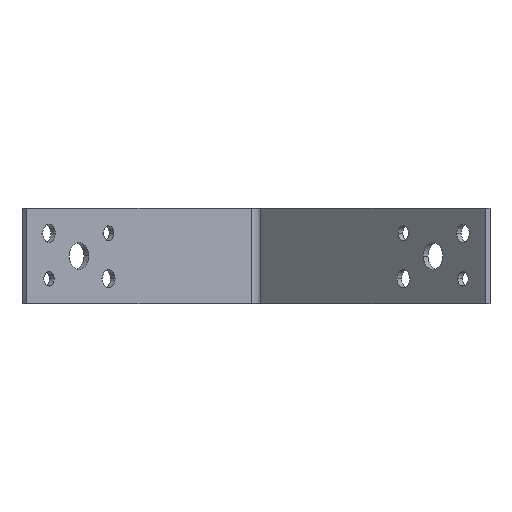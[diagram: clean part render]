
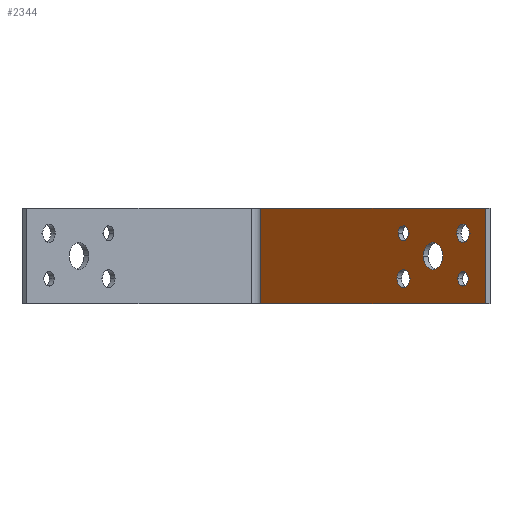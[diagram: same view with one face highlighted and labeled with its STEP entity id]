
A CAD part, front view. The second image highlights one B-rep face of the part: STEP entity #2344.
In plain terms, the highlighted face is planar.
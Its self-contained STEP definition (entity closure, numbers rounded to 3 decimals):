
#12 = DIRECTION ( 'NONE',  ( 0., 0., 1. ) ) ;
#25 = CARTESIAN_POINT ( 'NONE',  ( 21.75, 66.2, 2. ) ) ;
#33 = ORIENTED_EDGE ( 'NONE', *, *, #1307, .F. ) ;
#85 = EDGE_CURVE ( 'NONE', #2265, #2285, #4564, .T. ) ;
#100 = VECTOR ( 'NONE', #1821, 1000. ) ;
#107 = AXIS2_PLACEMENT_3D ( 'NONE', #5226, #560, #6188 ) ;
#133 = ORIENTED_EDGE ( 'NONE', *, *, #2106, .T. ) ;
#285 = CARTESIAN_POINT ( 'NONE',  ( 7.75, 66.2, 2. ) ) ;
#288 = EDGE_CURVE ( 'NONE', #1718, #2405, #307, .T. ) ;
#291 = EDGE_CURVE ( 'NONE', #5112, #2444, #736, .T. ) ;
#301 = CARTESIAN_POINT ( 'NONE',  ( 14.75, 83.45, 2. ) ) ;
#307 = CIRCLE ( 'NONE', #1716, 4.25 ) ;
#407 = EDGE_CURVE ( 'NONE', #2220, #6554, #2057, .T. ) ;
#505 = CARTESIAN_POINT ( 'NONE',  ( 14.75, 79.2, 2. ) ) ;
#560 = DIRECTION ( 'NONE',  ( 0., 0., 1. ) ) ;
#601 = FACE_BOUND ( 'NONE', #5097, .T. ) ;
#614 = CARTESIAN_POINT ( 'NONE',  ( 21.75, 94.45, 2. ) ) ;
#670 = CARTESIAN_POINT ( 'NONE',  ( 21.75, 89.95, 2. ) ) ;
#736 = CIRCLE ( 'NONE', #3994, 2.25 ) ;
#819 = ORIENTED_EDGE ( 'NONE', *, *, #3286, .F. ) ;
#854 = CARTESIAN_POINT ( 'NONE',  ( 7.75, 94.95, 2. ) ) ;
#855 = ORIENTED_EDGE ( 'NONE', *, *, #1620, .F. ) ;
#885 = EDGE_CURVE ( 'NONE', #2265, #6333, #3705, .T. ) ;
#935 = DIRECTION ( 'NONE',  ( 0., -1., 0. ) ) ;
#956 = VERTEX_POINT ( 'NONE', #3807 ) ;
#1003 = CARTESIAN_POINT ( 'NONE',  ( 7.75, 92.2, 2. ) ) ;
#1084 = AXIS2_PLACEMENT_3D ( 'NONE', #4407, #6488, #2227 ) ;
#1199 = EDGE_CURVE ( 'NONE', #2405, #1718, #1750, .T. ) ;
#1238 = DIRECTION ( 'NONE',  ( 0., -1., 0. ) ) ;
#1307 = EDGE_CURVE ( 'NONE', #956, #2364, #5774, .T. ) ;
#1416 = ORIENTED_EDGE ( 'NONE', *, *, #85, .T. ) ;
#1500 = CARTESIAN_POINT ( 'NONE',  ( 7.75, 63.95, 2. ) ) ;
#1504 = CARTESIAN_POINT ( 'NONE',  ( 29.5, 4., 2. ) ) ;
#1564 = DIRECTION ( 'NONE',  ( 0., 0., 1. ) ) ;
#1576 = CIRCLE ( 'NONE', #5378, 2.25 ) ;
#1620 = EDGE_CURVE ( 'NONE', #3709, #5277, #3040, .T. ) ;
#1663 = FACE_BOUND ( 'NONE', #4368, .T. ) ;
#1716 = AXIS2_PLACEMENT_3D ( 'NONE', #1805, #5601, #3000 ) ;
#1718 = VERTEX_POINT ( 'NONE', #2763 ) ;
#1750 = CIRCLE ( 'NONE', #5549, 4.25 ) ;
#1773 = DIRECTION ( 'NONE',  ( 0., 0., 1. ) ) ;
#1787 = LINE ( 'NONE', #2755, #100 ) ;
#1788 = DIRECTION ( 'NONE',  ( 0., 0., 1. ) ) ;
#1805 = CARTESIAN_POINT ( 'NONE',  ( 14.75, 79.2, 2. ) ) ;
#1821 = DIRECTION ( 'NONE',  ( 0., 1., 0. ) ) ;
#1971 = CIRCLE ( 'NONE', #3918, 2.25 ) ;
#2038 = DIRECTION ( 'NONE',  ( 0., -1., 0. ) ) ;
#2057 = CIRCLE ( 'NONE', #6065, 2.75 ) ;
#2091 = AXIS2_PLACEMENT_3D ( 'NONE', #3318, #5336, #2278 ) ;
#2106 = EDGE_CURVE ( 'NONE', #2285, #5787, #6618, .T. ) ;
#2115 = DIRECTION ( 'NONE',  ( 0., 0., 1. ) ) ;
#2133 = DIRECTION ( 'NONE',  ( 0., 0., 1. ) ) ;
#2161 = CARTESIAN_POINT ( 'NONE',  ( 0., 4., 2. ) ) ;
#2163 = VECTOR ( 'NONE', #5273, 1000. ) ;
#2220 = VERTEX_POINT ( 'NONE', #854 ) ;
#2227 = DIRECTION ( 'NONE',  ( 0., -1., 0. ) ) ;
#2265 = VERTEX_POINT ( 'NONE', #1504 ) ;
#2278 = DIRECTION ( 'NONE',  ( 1., 0., 0. ) ) ;
#2285 = VERTEX_POINT ( 'NONE', #3565 ) ;
#2339 = ORIENTED_EDGE ( 'NONE', *, *, #4305, .F. ) ;
#2344 = ADVANCED_FACE ( 'NONE', ( #3180, #601, #2671, #6325, #1663, #3733 ), #5818, .T. ) ;
#2364 = VERTEX_POINT ( 'NONE', #4425 ) ;
#2405 = VERTEX_POINT ( 'NONE', #301 ) ;
#2411 = VECTOR ( 'NONE', #6552, 1000. ) ;
#2444 = VERTEX_POINT ( 'NONE', #670 ) ;
#2482 = CARTESIAN_POINT ( 'NONE',  ( 29.5, 0., 2. ) ) ;
#2502 = CIRCLE ( 'NONE', #1084, 2.75 ) ;
#2610 = AXIS2_PLACEMENT_3D ( 'NONE', #25, #2115, #4208 ) ;
#2671 = FACE_BOUND ( 'NONE', #3812, .T. ) ;
#2744 = CARTESIAN_POINT ( 'NONE',  ( 0., 102., 2. ) ) ;
#2755 = CARTESIAN_POINT ( 'NONE',  ( 0., 0., 2. ) ) ;
#2763 = CARTESIAN_POINT ( 'NONE',  ( 14.75, 74.95, 2. ) ) ;
#2777 = DIRECTION ( 'NONE',  ( 0., 0., 1. ) ) ;
#3000 = DIRECTION ( 'NONE',  ( 0., -1., 0. ) ) ;
#3038 = EDGE_LOOP ( 'NONE', ( #4014, #3220, #1416, #133 ) ) ;
#3040 = CIRCLE ( 'NONE', #107, 2.25 ) ;
#3180 = FACE_BOUND ( 'NONE', #4431, .T. ) ;
#3220 = ORIENTED_EDGE ( 'NONE', *, *, #885, .F. ) ;
#3286 = EDGE_CURVE ( 'NONE', #2444, #5112, #1576, .T. ) ;
#3318 = CARTESIAN_POINT ( 'NONE',  ( 29.5, 0., 2. ) ) ;
#3480 = ORIENTED_EDGE ( 'NONE', *, *, #5571, .F. ) ;
#3565 = CARTESIAN_POINT ( 'NONE',  ( 29.5, 102., 2. ) ) ;
#3705 = LINE ( 'NONE', #5730, #2163 ) ;
#3709 = VERTEX_POINT ( 'NONE', #6489 ) ;
#3733 = FACE_OUTER_BOUND ( 'NONE', #3038, .T. ) ;
#3807 = CARTESIAN_POINT ( 'NONE',  ( 21.75, 63.45, 2. ) ) ;
#3812 = EDGE_LOOP ( 'NONE', ( #2339, #4256 ) ) ;
#3918 = AXIS2_PLACEMENT_3D ( 'NONE', #285, #1788, #1238 ) ;
#3994 = AXIS2_PLACEMENT_3D ( 'NONE', #4944, #1773, #935 ) ;
#4014 = ORIENTED_EDGE ( 'NONE', *, *, #4430, .F. ) ;
#4020 = AXIS2_PLACEMENT_3D ( 'NONE', #5672, #2133, #2038 ) ;
#4208 = DIRECTION ( 'NONE',  ( 0., -1., 0. ) ) ;
#4256 = ORIENTED_EDGE ( 'NONE', *, *, #407, .F. ) ;
#4305 = EDGE_CURVE ( 'NONE', #6554, #2220, #6302, .T. ) ;
#4323 = VECTOR ( 'NONE', #6686, 1000. ) ;
#4368 = EDGE_LOOP ( 'NONE', ( #4387, #855 ) ) ;
#4387 = ORIENTED_EDGE ( 'NONE', *, *, #5531, .F. ) ;
#4407 = CARTESIAN_POINT ( 'NONE',  ( 21.75, 66.2, 2. ) ) ;
#4425 = CARTESIAN_POINT ( 'NONE',  ( 21.75, 68.95, 2. ) ) ;
#4430 = EDGE_CURVE ( 'NONE', #6333, #5787, #1787, .T. ) ;
#4431 = EDGE_LOOP ( 'NONE', ( #819, #5664 ) ) ;
#4540 = EDGE_LOOP ( 'NONE', ( #5912, #6352 ) ) ;
#4564 = LINE ( 'NONE', #2482, #4323 ) ;
#4728 = DIRECTION ( 'NONE',  ( 0., -1., 0. ) ) ;
#4759 = DIRECTION ( 'NONE',  ( 0., -1., 0. ) ) ;
#4944 = CARTESIAN_POINT ( 'NONE',  ( 21.75, 92.2, 2. ) ) ;
#5053 = CARTESIAN_POINT ( 'NONE',  ( 29.5, 102., 2. ) ) ;
#5097 = EDGE_LOOP ( 'NONE', ( #33, #3480 ) ) ;
#5112 = VERTEX_POINT ( 'NONE', #614 ) ;
#5226 = CARTESIAN_POINT ( 'NONE',  ( 7.75, 66.2, 2. ) ) ;
#5273 = DIRECTION ( 'NONE',  ( -1., 0., 0. ) ) ;
#5277 = VERTEX_POINT ( 'NONE', #1500 ) ;
#5336 = DIRECTION ( 'NONE',  ( 0., 0., 1. ) ) ;
#5378 = AXIS2_PLACEMENT_3D ( 'NONE', #6327, #2777, #4728 ) ;
#5531 = EDGE_CURVE ( 'NONE', #5277, #3709, #1971, .T. ) ;
#5549 = AXIS2_PLACEMENT_3D ( 'NONE', #505, #1564, #4759 ) ;
#5571 = EDGE_CURVE ( 'NONE', #2364, #956, #2502, .T. ) ;
#5601 = DIRECTION ( 'NONE',  ( 0., 0., 1. ) ) ;
#5664 = ORIENTED_EDGE ( 'NONE', *, *, #291, .F. ) ;
#5672 = CARTESIAN_POINT ( 'NONE',  ( 7.75, 92.2, 2. ) ) ;
#5730 = CARTESIAN_POINT ( 'NONE',  ( 29.5, 4., 2. ) ) ;
#5774 = CIRCLE ( 'NONE', #2610, 2.75 ) ;
#5787 = VERTEX_POINT ( 'NONE', #2744 ) ;
#5804 = DIRECTION ( 'NONE',  ( 0., -1., 0. ) ) ;
#5818 = PLANE ( 'NONE',  #2091 ) ;
#5912 = ORIENTED_EDGE ( 'NONE', *, *, #288, .F. ) ;
#6034 = CARTESIAN_POINT ( 'NONE',  ( 7.75, 89.45, 2. ) ) ;
#6065 = AXIS2_PLACEMENT_3D ( 'NONE', #1003, #12, #5804 ) ;
#6188 = DIRECTION ( 'NONE',  ( 0., -1., 0. ) ) ;
#6302 = CIRCLE ( 'NONE', #4020, 2.75 ) ;
#6325 = FACE_BOUND ( 'NONE', #4540, .T. ) ;
#6327 = CARTESIAN_POINT ( 'NONE',  ( 21.75, 92.2, 2. ) ) ;
#6333 = VERTEX_POINT ( 'NONE', #2161 ) ;
#6352 = ORIENTED_EDGE ( 'NONE', *, *, #1199, .F. ) ;
#6488 = DIRECTION ( 'NONE',  ( 0., 0., 1. ) ) ;
#6489 = CARTESIAN_POINT ( 'NONE',  ( 7.75, 68.45, 2. ) ) ;
#6552 = DIRECTION ( 'NONE',  ( -1., 0., 0. ) ) ;
#6554 = VERTEX_POINT ( 'NONE', #6034 ) ;
#6618 = LINE ( 'NONE', #5053, #2411 ) ;
#6686 = DIRECTION ( 'NONE',  ( 0., 1., 0. ) ) ;
